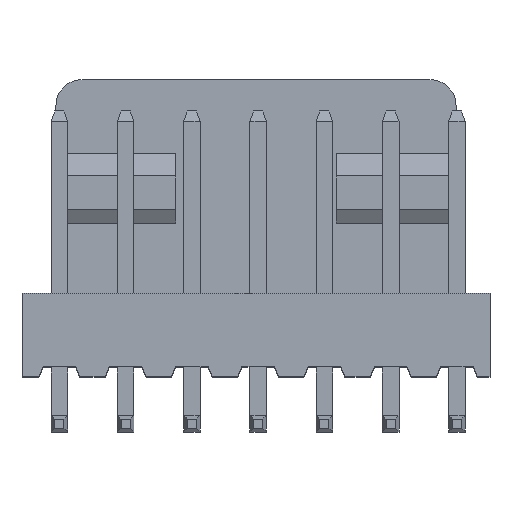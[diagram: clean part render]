
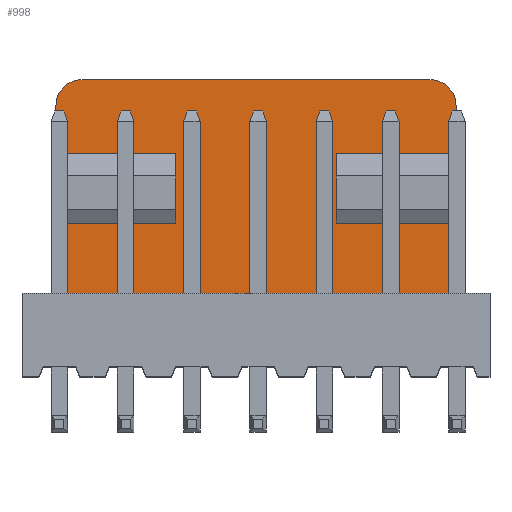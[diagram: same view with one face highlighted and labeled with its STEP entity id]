
A CAD part, top view. The second image highlights one B-rep face of the part: STEP entity #998.
In plain terms, the highlighted planar face has unit normal (0, 0, 1).
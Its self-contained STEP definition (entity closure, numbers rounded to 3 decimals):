
#541 = ORIENTED_EDGE ( 'NONE', *, *, #777, .T. ) ;
#599 = ORIENTED_EDGE ( 'NONE', *, *, #778, .F. ) ;
#600 = ORIENTED_EDGE ( 'NONE', *, *, #787, .T. ) ;
#601 = ORIENTED_EDGE ( 'NONE', *, *, #779, .T. ) ;
#602 = ORIENTED_EDGE ( 'NONE', *, *, #795, .F. ) ;
#603 = ORIENTED_EDGE ( 'NONE', *, *, #780, .F. ) ;
#604 = ORIENTED_EDGE ( 'NONE', *, *, #781, .T. ) ;
#605 = ORIENTED_EDGE ( 'NONE', *, *, #782, .F. ) ;
#606 = ORIENTED_EDGE ( 'NONE', *, *, #825, .F. ) ;
#607 = ORIENTED_EDGE ( 'NONE', *, *, #783, .F. ) ;
#608 = ORIENTED_EDGE ( 'NONE', *, *, #804, .T. ) ;
#609 = ORIENTED_EDGE ( 'NONE', *, *, #784, .F. ) ;
#610 = ORIENTED_EDGE ( 'NONE', *, *, #785, .T. ) ;
#611 = ORIENTED_EDGE ( 'NONE', *, *, #786, .F. ) ;
#777 = EDGE_CURVE ( 'NONE', #2903, #2855, #3525, .T. ) ;
#778 = EDGE_CURVE ( 'NONE', #2903, #2913, #3521, .T. ) ;
#779 = EDGE_CURVE ( 'NONE', #2922, #2880, #3528, .T. ) ;
#780 = EDGE_CURVE ( 'NONE', #2881, #2915, #3530, .T. ) ;
#781 = EDGE_CURVE ( 'NONE', #2887, #2915, #3532, .T. ) ;
#782 = EDGE_CURVE ( 'NONE', #2887, #2893, #3534, .T. ) ;
#783 = EDGE_CURVE ( 'NONE', #2812, #2902, #3536, .T. ) ;
#784 = EDGE_CURVE ( 'NONE', #2882, #2858, #3527, .T. ) ;
#785 = EDGE_CURVE ( 'NONE', #2912, #2858, #3540, .T. ) ;
#786 = EDGE_CURVE ( 'NONE', #2912, #2855, #3542, .T. ) ;
#787 = EDGE_CURVE ( 'NONE', #2880, #2913, #3543, .T. ) ;
#795 = EDGE_CURVE ( 'NONE', #2922, #2881, #3559, .T. ) ;
#804 = EDGE_CURVE ( 'NONE', #2882, #2902, #3577, .T. ) ;
#825 = EDGE_CURVE ( 'NONE', #2893, #2812, #3619, .T. ) ;
#998 = ADVANCED_FACE ( 'NONE', ( #3907 ), #4378, .T. ) ;
#1314 = AXIS2_PLACEMENT_3D ( 'NONE', #3215, #3216, #3217 ) ;
#1315 = AXIS2_PLACEMENT_3D ( 'NONE', #3232, #3233, #3234 ) ;
#1775 = EDGE_LOOP ( 'NONE', ( #611, #610, #609, #608, #607, #606, #605, #604, #603, #602, #601, #600, #599, #541 ) ) ;
#2605 = CARTESIAN_POINT ( 'NONE',  ( 24.603, 48.254, -4.64 ) ) ;
#2626 = CARTESIAN_POINT ( 'NONE',  ( 34.343, 53.751, -4.64 ) ) ;
#2631 = CARTESIAN_POINT ( 'NONE',  ( 20.003, 52.751, -4.64 ) ) ;
#2640 = CARTESIAN_POINT ( 'NONE',  ( 30.743, 50.926, -4.64 ) ) ;
#2641 = CARTESIAN_POINT ( 'NONE',  ( 35.343, 48.254, -4.64 ) ) ;
#2646 = CARTESIAN_POINT ( 'NONE',  ( 20.003, 45.547, -4.64 ) ) ;
#2647 = CARTESIAN_POINT ( 'NONE',  ( 20.003, 50.926, -4.64 ) ) ;
#2657 = CARTESIAN_POINT ( 'NONE',  ( 20.003, 48.254, -4.64 ) ) ;
#2666 = CARTESIAN_POINT ( 'NONE',  ( 24.603, 50.926, -4.64 ) ) ;
#2667 = CARTESIAN_POINT ( 'NONE',  ( 35.343, 52.751, -4.64 ) ) ;
#2676 = CARTESIAN_POINT ( 'NONE',  ( 21.003, 53.751, -4.64 ) ) ;
#2677 = CARTESIAN_POINT ( 'NONE',  ( 35.343, 50.926, -4.64 ) ) ;
#2679 = CARTESIAN_POINT ( 'NONE',  ( 35.343, 45.547, -4.64 ) ) ;
#2686 = CARTESIAN_POINT ( 'NONE',  ( 30.743, 48.254, -4.64 ) ) ;
#2812 = VERTEX_POINT ( 'NONE', #2605 ) ;
#2855 = VERTEX_POINT ( 'NONE', #2626 ) ;
#2858 = VERTEX_POINT ( 'NONE', #2631 ) ;
#2880 = VERTEX_POINT ( 'NONE', #2640 ) ;
#2881 = VERTEX_POINT ( 'NONE', #2641 ) ;
#2882 = VERTEX_POINT ( 'NONE', #2647 ) ;
#2887 = VERTEX_POINT ( 'NONE', #2646 ) ;
#2893 = VERTEX_POINT ( 'NONE', #2657 ) ;
#2902 = VERTEX_POINT ( 'NONE', #2666 ) ;
#2903 = VERTEX_POINT ( 'NONE', #2667 ) ;
#2912 = VERTEX_POINT ( 'NONE', #2676 ) ;
#2913 = VERTEX_POINT ( 'NONE', #2677 ) ;
#2915 = VERTEX_POINT ( 'NONE', #2679 ) ;
#2922 = VERTEX_POINT ( 'NONE', #2686 ) ;
#3207 = DIRECTION ( 'NONE',  ( 0., -1., 0. ) ) ;
#3212 = CARTESIAN_POINT ( 'NONE',  ( 20.003, 53.751, -4.64 ) ) ;
#3213 = DIRECTION ( 'NONE',  ( 1., 0., 0. ) ) ;
#3214 = CARTESIAN_POINT ( 'NONE',  ( 35.343, 53.751, -4.64 ) ) ;
#3215 = CARTESIAN_POINT ( 'NONE',  ( 34.343, 52.751, -4.64 ) ) ;
#3216 = DIRECTION ( 'NONE',  ( 0., 0., 1. ) ) ;
#3217 = DIRECTION ( 'NONE',  ( 1., 0., 0. ) ) ;
#3218 = CARTESIAN_POINT ( 'NONE',  ( 30.743, 39.377, -4.64 ) ) ;
#3219 = DIRECTION ( 'NONE',  ( 0., 1., 0. ) ) ;
#3220 = CARTESIAN_POINT ( 'NONE',  ( 35.343, 48.254, -4.64 ) ) ;
#3221 = DIRECTION ( 'NONE',  ( 0., -1., 0. ) ) ;
#3222 = CARTESIAN_POINT ( 'NONE',  ( 18.703, 45.547, -4.64 ) ) ;
#3223 = DIRECTION ( 'NONE',  ( 1., 0., 0. ) ) ;
#3224 = CARTESIAN_POINT ( 'NONE',  ( 20.003, 48.254, -4.64 ) ) ;
#3225 = DIRECTION ( 'NONE',  ( 0., 1., 0. ) ) ;
#3226 = CARTESIAN_POINT ( 'NONE',  ( 24.603, 39.377, -4.64 ) ) ;
#3227 = CARTESIAN_POINT ( 'NONE',  ( 18.703, 53.751, -4.64 ) ) ;
#3228 = DIRECTION ( 'NONE',  ( 0., 1., 0. ) ) ;
#3229 = DIRECTION ( 'NONE',  ( 0., 1., 0. ) ) ;
#3232 = CARTESIAN_POINT ( 'NONE',  ( 21.003, 52.751, -4.64 ) ) ;
#3233 = DIRECTION ( 'NONE',  ( 0., 0., 1. ) ) ;
#3234 = DIRECTION ( 'NONE',  ( 1., 0., 0. ) ) ;
#3235 = CARTESIAN_POINT ( 'NONE',  ( 18.703, 50.926, -4.64 ) ) ;
#3236 = DIRECTION ( 'NONE',  ( 1., 0., 0. ) ) ;
#3251 = CARTESIAN_POINT ( 'NONE',  ( 18.703, 48.254, -4.64 ) ) ;
#3253 = DIRECTION ( 'NONE',  ( 1., 0., 0. ) ) ;
#3269 = CARTESIAN_POINT ( 'NONE',  ( 18.703, 50.926, -4.64 ) ) ;
#3270 = DIRECTION ( 'NONE',  ( 1., 0., 0. ) ) ;
#3311 = CARTESIAN_POINT ( 'NONE',  ( 18.703, 48.254, -4.64 ) ) ;
#3313 = DIRECTION ( 'NONE',  ( 1., 0., 0. ) ) ;
#3521 = LINE ( 'NONE', #3214, #3529 ) ;
#3525 = CIRCLE ( 'NONE', #1314, 1. ) ;
#3527 = LINE ( 'NONE', #3212, #3541 ) ;
#3528 = LINE ( 'NONE', #3218, #3531 ) ;
#3529 = VECTOR ( 'NONE', #3207, 1000. ) ;
#3530 = LINE ( 'NONE', #3220, #3533 ) ;
#3531 = VECTOR ( 'NONE', #3219, 1000. ) ;
#3532 = LINE ( 'NONE', #3222, #3535 ) ;
#3533 = VECTOR ( 'NONE', #3221, 1000. ) ;
#3534 = LINE ( 'NONE', #3224, #3537 ) ;
#3535 = VECTOR ( 'NONE', #3223, 1000. ) ;
#3536 = LINE ( 'NONE', #3226, #3539 ) ;
#3537 = VECTOR ( 'NONE', #3225, 1000. ) ;
#3539 = VECTOR ( 'NONE', #3228, 1000. ) ;
#3540 = CIRCLE ( 'NONE', #1315, 1. ) ;
#3541 = VECTOR ( 'NONE', #3229, 1000. ) ;
#3542 = LINE ( 'NONE', #3227, #3544 ) ;
#3543 = LINE ( 'NONE', #3235, #3546 ) ;
#3544 = VECTOR ( 'NONE', #3213, 1000. ) ;
#3546 = VECTOR ( 'NONE', #3236, 1000. ) ;
#3559 = LINE ( 'NONE', #3251, #3562 ) ;
#3562 = VECTOR ( 'NONE', #3253, 1000. ) ;
#3577 = LINE ( 'NONE', #3269, #3580 ) ;
#3580 = VECTOR ( 'NONE', #3270, 1000. ) ;
#3619 = LINE ( 'NONE', #3311, #3622 ) ;
#3622 = VECTOR ( 'NONE', #3313, 1000. ) ;
#3907 = FACE_OUTER_BOUND ( 'NONE', #1775, .T. ) ;
#4378 = PLANE ( 'NONE',  #4545 ) ;
#4379 = CARTESIAN_POINT ( 'NONE',  ( 18.703, 53.751, -4.64 ) ) ;
#4384 = DIRECTION ( 'NONE',  ( 0., 0., 1. ) ) ;
#4385 = DIRECTION ( 'NONE',  ( 1., 0., 0. ) ) ;
#4545 = AXIS2_PLACEMENT_3D ( 'NONE', #4379, #4384, #4385 ) ;
